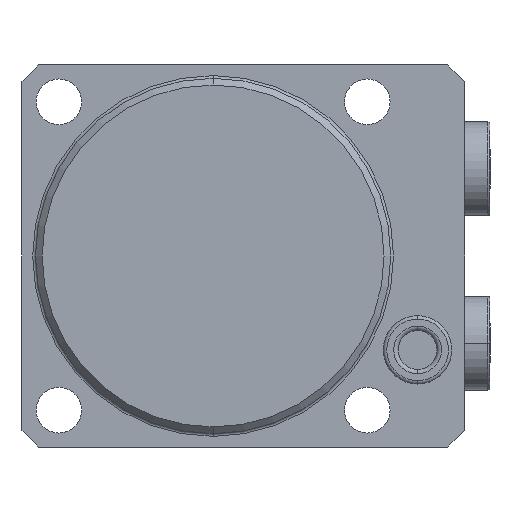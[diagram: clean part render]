
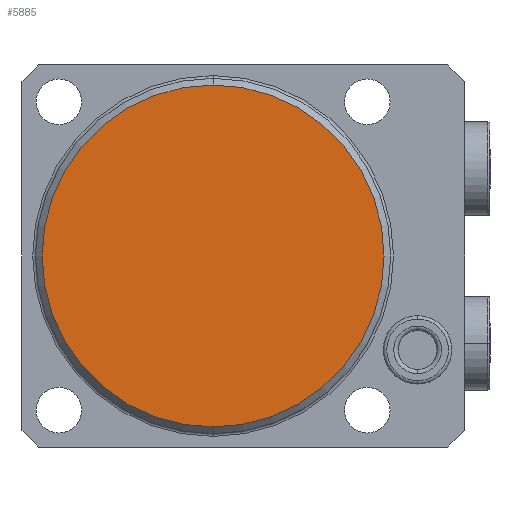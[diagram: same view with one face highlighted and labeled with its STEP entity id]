
A CAD part, front view. The second image highlights one B-rep face of the part: STEP entity #5885.
In plain terms, the highlighted planar face has unit normal (0, -1, 0).
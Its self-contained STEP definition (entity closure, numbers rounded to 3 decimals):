
#102 = ORIENTED_EDGE ( 'NONE', *, *, #6430, .T. ) ;
#118 = ORIENTED_EDGE ( 'NONE', *, *, #6327, .T. ) ;
#495 = VERTEX_POINT ( 'NONE', #7387 ) ;
#502 = VERTEX_POINT ( 'NONE', #7375 ) ;
#985 = AXIS2_PLACEMENT_3D ( 'NONE', #2655, #2653, #2650 ) ;
#1020 = AXIS2_PLACEMENT_3D ( 'NONE', #4266, #4264, #4263 ) ;
#1318 = AXIS2_PLACEMENT_3D ( 'NONE', #7223, #7213, #7211 ) ;
#2650 = DIRECTION ( 'NONE',  ( 0., 0., 1. ) ) ;
#2653 = DIRECTION ( 'NONE',  ( 0., -1., 0. ) ) ;
#2655 = CARTESIAN_POINT ( 'NONE',  ( 0., -55.5, 0. ) ) ;
#3369 = CIRCLE ( 'NONE', #985, 25.5 ) ;
#3501 = CIRCLE ( 'NONE', #1020, 25.5 ) ;
#4263 = DIRECTION ( 'NONE',  ( 0., 0., 1. ) ) ;
#4264 = DIRECTION ( 'NONE',  ( 0., -1., 0. ) ) ;
#4266 = CARTESIAN_POINT ( 'NONE',  ( 0., -55.5, 0. ) ) ;
#5539 = FACE_OUTER_BOUND ( 'NONE', #5779, .T. ) ;
#5779 = EDGE_LOOP ( 'NONE', ( #102, #118 ) ) ;
#5885 = ADVANCED_FACE ( 'NONE', ( #5539 ), #7216, .F. ) ;
#6327 = EDGE_CURVE ( 'NONE', #502, #495, #3501, .T. ) ;
#6430 = EDGE_CURVE ( 'NONE', #495, #502, #3369, .T. ) ;
#7211 = DIRECTION ( 'NONE',  ( 0., 0., 1. ) ) ;
#7213 = DIRECTION ( 'NONE',  ( 0., 1., 0. ) ) ;
#7216 = PLANE ( 'NONE',  #1318 ) ;
#7223 = CARTESIAN_POINT ( 'NONE',  ( 0., -55.5, 0. ) ) ;
#7375 = CARTESIAN_POINT ( 'NONE',  ( 0., -55.5, -25.5 ) ) ;
#7387 = CARTESIAN_POINT ( 'NONE',  ( 0., -55.5, 25.5 ) ) ;
